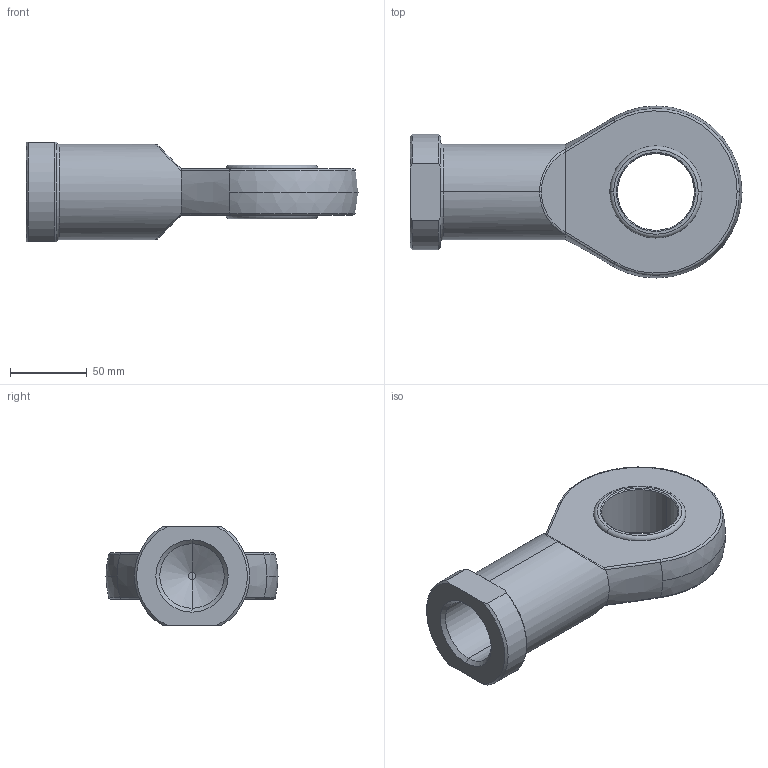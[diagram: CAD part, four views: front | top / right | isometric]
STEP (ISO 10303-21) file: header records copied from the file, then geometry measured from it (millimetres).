
FILE_DESCRIPTION (( 'STEP AP214' ), '1' );
FILE_NAME ('320 KMB-RE (50 UK) .STEP', '2010-08-09T14:01:32', ( '' ), ( '' ), 'SwSTEP 2.0', 'SolidWorks 2010', '' );
FILE_SCHEMA (( 'AUTOMOTIVE_DESIGN' ));
Length unit declared in the file: millimetre
Products named in the file (1): 320  KMB-RE   (50  UK) 
Bounding box: 216 x 112 x 65 mm (x, y, z)
Volume: 446002 mm3; surface area: 67827.3 mm2
Topology: 1 solids, 1 shells, 56 faces, 130 edges, 79 vertices
Faces by surface type: cone 14, cylinder 12, plane 11, torus 9, bspline 8, sphere 2
Entity records: 1973 total; most frequent: CARTESIAN_POINT 702, ORIENTED_EDGE 260, DIRECTION 253, EDGE_CURVE 130, AXIS2_PLACEMENT_3D 112, VERTEX_POINT 79, CIRCLE 63, EDGE_LOOP 61
